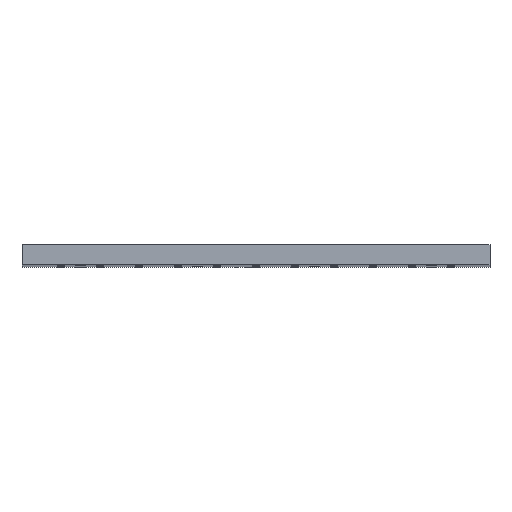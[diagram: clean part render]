
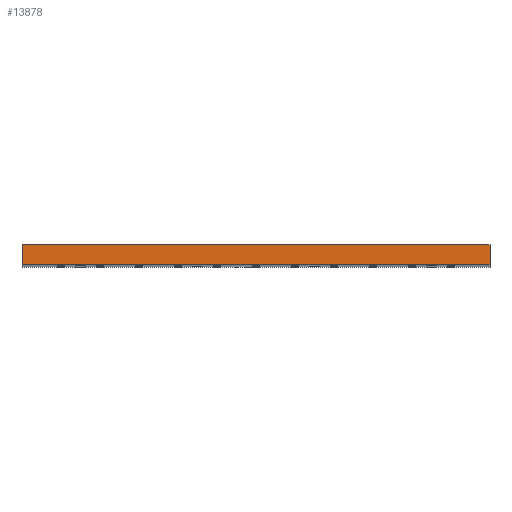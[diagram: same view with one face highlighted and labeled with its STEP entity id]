
A CAD part, top view. The second image highlights one B-rep face of the part: STEP entity #13878.
In plain terms, the highlighted planar face has unit normal (0, 0, 1).
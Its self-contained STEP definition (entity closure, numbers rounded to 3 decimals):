
#8 = DIRECTION ( 'NONE',  ( 0., 0., -1. ) ) ;
#101 = VECTOR ( 'NONE', #6971, 1000. ) ;
#224 = EDGE_CURVE ( 'NONE', #4271, #4949, #12374, .T. ) ;
#520 = CARTESIAN_POINT ( 'NONE',  ( 150., 13., 450. ) ) ;
#935 = LINE ( 'NONE', #11499, #7398 ) ;
#1079 = CARTESIAN_POINT ( 'NONE',  ( 150., 13., 450. ) ) ;
#1132 = VERTEX_POINT ( 'NONE', #13645 ) ;
#1437 = LINE ( 'NONE', #520, #8974 ) ;
#1674 = VECTOR ( 'NONE', #10182, 1000. ) ;
#2244 = CARTESIAN_POINT ( 'NONE',  ( -150., 13., 450. ) ) ;
#2685 = LINE ( 'NONE', #13524, #101 ) ;
#3933 = EDGE_LOOP ( 'NONE', ( #10756, #12159, #9138, #9108 ) ) ;
#4271 = VERTEX_POINT ( 'NONE', #10875 ) ;
#4738 = VERTEX_POINT ( 'NONE', #1079 ) ;
#4826 = CARTESIAN_POINT ( 'NONE',  ( 0., 0., 450. ) ) ;
#4949 = VERTEX_POINT ( 'NONE', #10930 ) ;
#5858 = DIRECTION ( 'NONE',  ( 0., -1., 0. ) ) ;
#6071 = DIRECTION ( 'NONE',  ( 1., 0., 0. ) ) ;
#6167 = AXIS2_PLACEMENT_3D ( 'NONE', #2244, #8, #8784 ) ;
#6388 = PLANE ( 'NONE',  #6167 ) ;
#6971 = DIRECTION ( 'NONE',  ( 0., 1., 0. ) ) ;
#7398 = VECTOR ( 'NONE', #6071, 1000. ) ;
#7942 = EDGE_CURVE ( 'NONE', #1132, #4738, #935, .T. ) ;
#8784 = DIRECTION ( 'NONE',  ( -1., 0., 0. ) ) ;
#8974 = VECTOR ( 'NONE', #5858, 1000. ) ;
#9108 = ORIENTED_EDGE ( 'NONE', *, *, #224, .F. ) ;
#9138 = ORIENTED_EDGE ( 'NONE', *, *, #13561, .F. ) ;
#10182 = DIRECTION ( 'NONE',  ( -1., 0., 0. ) ) ;
#10756 = ORIENTED_EDGE ( 'NONE', *, *, #11293, .F. ) ;
#10875 = CARTESIAN_POINT ( 'NONE',  ( 150., 0., 450. ) ) ;
#10930 = CARTESIAN_POINT ( 'NONE',  ( -150., 0., 450. ) ) ;
#11293 = EDGE_CURVE ( 'NONE', #4738, #4271, #1437, .T. ) ;
#11499 = CARTESIAN_POINT ( 'NONE',  ( 0., 13., 450. ) ) ;
#11741 = FACE_OUTER_BOUND ( 'NONE', #3933, .T. ) ;
#12159 = ORIENTED_EDGE ( 'NONE', *, *, #7942, .F. ) ;
#12374 = LINE ( 'NONE', #4826, #1674 ) ;
#13524 = CARTESIAN_POINT ( 'NONE',  ( -150., 13., 450. ) ) ;
#13561 = EDGE_CURVE ( 'NONE', #4949, #1132, #2685, .T. ) ;
#13645 = CARTESIAN_POINT ( 'NONE',  ( -150., 13., 450. ) ) ;
#13878 = ADVANCED_FACE ( 'NONE', ( #11741 ), #6388, .F. ) ;
